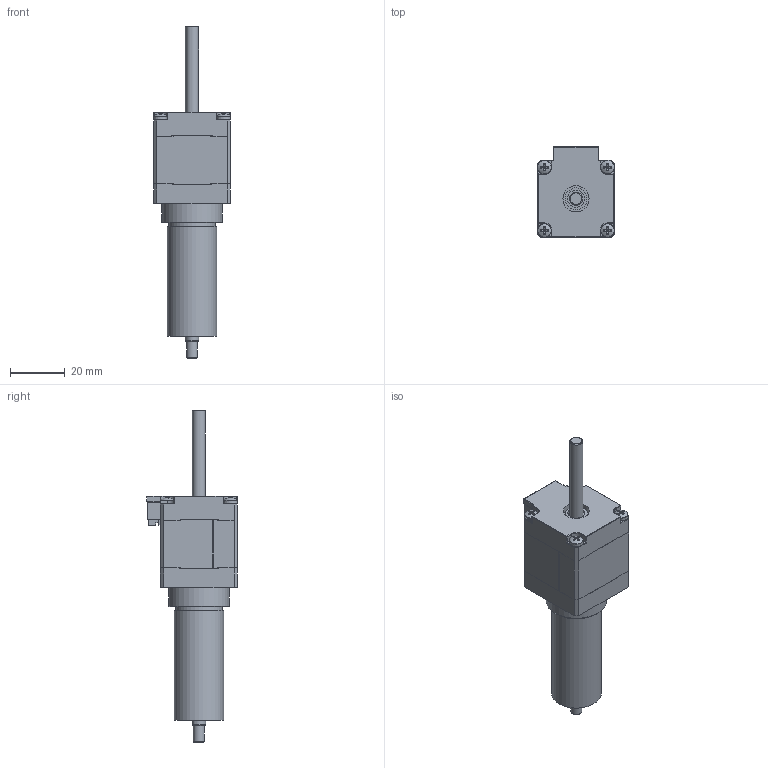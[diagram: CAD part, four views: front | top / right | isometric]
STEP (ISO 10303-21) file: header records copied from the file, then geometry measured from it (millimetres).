
FILE_DESCRIPTION(/* description */ (''),/* implementation_level */ '2;1');
FILE_NAME(/* name */ 'LGA281S10-A-UGAQ-038.stp',/* time_stamp */ '2021-06-01T11:00:50+02:00',/* author */ ('angelika.schneid'),/* organization */ (''),/* preprocessor_version */ 'ST-DEVELOPER v17.2',/* originating_system */ 'Autodesk Inventor 2019',/* authorisation */ '');
FILE_SCHEMA (('AUTOMOTIVE_DESIGN { 1 0 10303 214 3 1 1 }'));
Length unit declared in the file: millimetre
Products named in the file (1): LGA281S10-A-UGAQ-038
Bounding box: 28 x 33 x 120.8 mm (x, y, z)
Volume: 39604.9 mm3; surface area: 12389.5 mm2
Topology: 1 solids, 6 shells, 654 faces, 1792 edges, 1139 vertices
Faces by surface type: plane 399, cylinder 154, cone 50, torus 26, sphere 20, bspline 5
Full cylindrical faces by diameter (mm): 0.8 x6, 1 x3, 1.1 x3, 1.7 x2, 2.2 x4, 2.208 x4, 2.8 x4, 4 x1, 4.763 x1, 5 x1, 6.2 x1, 7 x1, 7.1 x1, 8 x1, 9.5 x1, 15 x1, 15.7 x1, 17 x2, 18 x1, 22 x1
Entity records: 21483 total; most frequent: CARTESIAN_POINT 4582, ORIENTED_EDGE 3550, DIRECTION 3446, EDGE_CURVE 1775, AXIS2_PLACEMENT_3D 1157, VERTEX_POINT 1139, LINE 1132, VECTOR 1132
